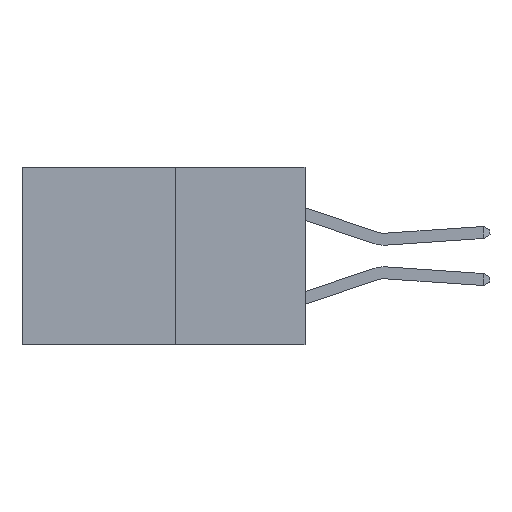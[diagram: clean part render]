
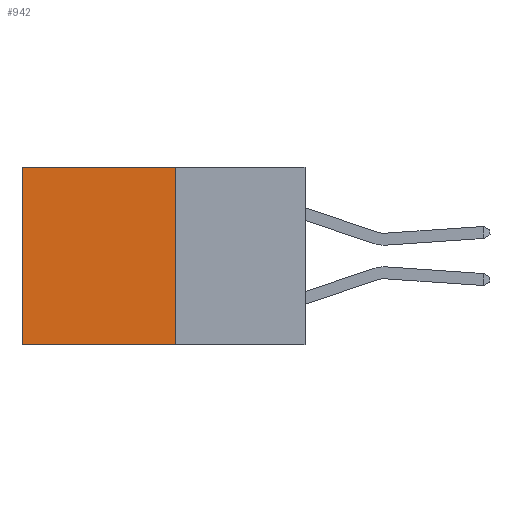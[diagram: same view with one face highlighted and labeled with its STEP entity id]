
A CAD part, left-side view. The second image highlights one B-rep face of the part: STEP entity #942.
In plain terms, the highlighted planar face has unit normal (-1, 0, 0).
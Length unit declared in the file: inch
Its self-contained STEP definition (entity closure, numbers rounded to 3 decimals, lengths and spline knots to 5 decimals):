
#653 = EDGE_CURVE ( 'NONE', #6025, #2284, #3204, .T. ) ;
#791 = LINE ( 'NONE', #2808, #4616 ) ;
#942 = ADVANCED_FACE ( 'NONE', ( #6525 ), #6522, .F. ) ;
#1346 = VECTOR ( 'NONE', #5420, 39.37008 ) ;
#1754 = ORIENTED_EDGE ( 'NONE', *, *, #4638, .T. ) ;
#1864 = DIRECTION ( 'NONE',  ( 0., 0., -1. ) ) ;
#2284 = VERTEX_POINT ( 'NONE', #4772 ) ;
#2515 = EDGE_CURVE ( 'NONE', #4433, #6025, #791, .T. ) ;
#2534 = CARTESIAN_POINT ( 'NONE',  ( 0.277, 0.27, 0. ) ) ;
#2589 = LINE ( 'NONE', #2977, #6113 ) ;
#2607 = DIRECTION ( 'NONE',  ( 0., 1., 0. ) ) ;
#2808 = CARTESIAN_POINT ( 'NONE',  ( 0.277, 0.27, -0.37 ) ) ;
#2850 = DIRECTION ( 'NONE',  ( 0., 0., -1. ) ) ;
#2977 = CARTESIAN_POINT ( 'NONE',  ( 0.277, 0.59, -0.37 ) ) ;
#3142 = CARTESIAN_POINT ( 'NONE',  ( 0.277, 0.27, 0. ) ) ;
#3204 = LINE ( 'NONE', #4958, #1346 ) ;
#4066 = AXIS2_PLACEMENT_3D ( 'NONE', #6755, #6744, #5953 ) ;
#4128 = VERTEX_POINT ( 'NONE', #4159 ) ;
#4159 = CARTESIAN_POINT ( 'NONE',  ( 0.277, 0.59, 0. ) ) ;
#4433 = VERTEX_POINT ( 'NONE', #3142 ) ;
#4516 = EDGE_CURVE ( 'NONE', #4128, #2284, #2589, .T. ) ;
#4557 = CARTESIAN_POINT ( 'NONE',  ( 0.277, 0.27, -0.37 ) ) ;
#4616 = VECTOR ( 'NONE', #1864, 39.37008 ) ;
#4638 = EDGE_CURVE ( 'NONE', #4433, #4128, #7684, .T. ) ;
#4772 = CARTESIAN_POINT ( 'NONE',  ( 0.277, 0.59, -0.37 ) ) ;
#4958 = CARTESIAN_POINT ( 'NONE',  ( 0.277, 0.27, -0.37 ) ) ;
#5094 = ORIENTED_EDGE ( 'NONE', *, *, #4516, .T. ) ;
#5420 = DIRECTION ( 'NONE',  ( 0., 1., 0. ) ) ;
#5756 = ORIENTED_EDGE ( 'NONE', *, *, #653, .F. ) ;
#5953 = DIRECTION ( 'NONE',  ( 0., 0., -1. ) ) ;
#6025 = VERTEX_POINT ( 'NONE', #4557 ) ;
#6113 = VECTOR ( 'NONE', #2850, 39.37008 ) ;
#6339 = VECTOR ( 'NONE', #2607, 39.37008 ) ;
#6522 = PLANE ( 'NONE',  #4066 ) ;
#6525 = FACE_OUTER_BOUND ( 'NONE', #8979, .T. ) ;
#6744 = DIRECTION ( 'NONE',  ( 1., 0., 0. ) ) ;
#6755 = CARTESIAN_POINT ( 'NONE',  ( 0.277, 0.27, -0.37 ) ) ;
#7684 = LINE ( 'NONE', #2534, #6339 ) ;
#8411 = ORIENTED_EDGE ( 'NONE', *, *, #2515, .F. ) ;
#8979 = EDGE_LOOP ( 'NONE', ( #5094, #5756, #8411, #1754 ) ) ;
